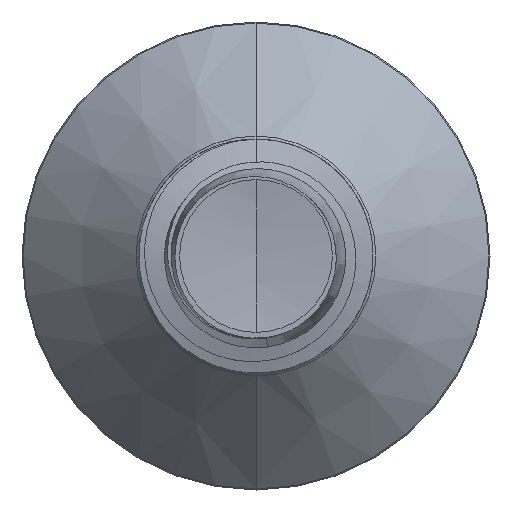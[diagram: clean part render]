
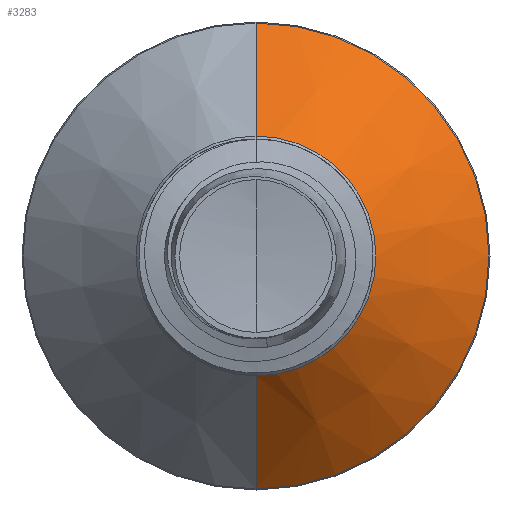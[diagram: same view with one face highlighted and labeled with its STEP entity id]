
A CAD part, front view. The second image highlights one B-rep face of the part: STEP entity #3283.
In plain terms, the highlighted conical face has half-angle 45 degrees and reference radius 2.563 mm.
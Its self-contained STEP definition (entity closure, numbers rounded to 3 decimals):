
#64 = VERTEX_POINT ( 'NONE', #10429 ) ;
#670 = DIRECTION ( 'NONE',  ( 0., 0., 1. ) ) ;
#995 = CARTESIAN_POINT ( 'NONE',  ( 0., 6.813, -2.563 ) ) ;
#1294 = CONICAL_SURFACE ( 'NONE', #8151, 2.563, 0.785 ) ;
#2611 = EDGE_CURVE ( 'NONE', #13593, #14812, #5429, .T. ) ;
#2818 = VECTOR ( 'NONE', #8139, 1000. ) ;
#2966 = EDGE_CURVE ( 'NONE', #64, #13593, #5793, .T. ) ;
#3012 = LINE ( 'NONE', #995, #2818 ) ;
#3283 = ADVANCED_FACE ( 'NONE', ( #5704 ), #1294, .T. ) ;
#4065 = EDGE_CURVE ( 'NONE', #64, #13970, #16689, .T. ) ;
#4649 = EDGE_CURVE ( 'NONE', #13970, #14812, #3012, .T. ) ;
#4801 = ORIENTED_EDGE ( 'NONE', *, *, #4649, .T. ) ;
#5198 = ORIENTED_EDGE ( 'NONE', *, *, #4065, .T. ) ;
#5429 = CIRCLE ( 'NONE', #12155, 4.978 ) ;
#5704 = FACE_OUTER_BOUND ( 'NONE', #9092, .T. ) ;
#5793 = LINE ( 'NONE', #6254, #6079 ) ;
#5940 = CARTESIAN_POINT ( 'NONE',  ( 0., 9.228, 0. ) ) ;
#6079 = VECTOR ( 'NONE', #7650, 1000. ) ;
#6254 = CARTESIAN_POINT ( 'NONE',  ( 0., 6.813, 2.563 ) ) ;
#7347 = DIRECTION ( 'NONE',  ( 0., 0., 1. ) ) ;
#7650 = DIRECTION ( 'NONE',  ( 0., 0.707, 0.707 ) ) ;
#7668 = CARTESIAN_POINT ( 'NONE',  ( 0., 6.813, 0. ) ) ;
#8139 = DIRECTION ( 'NONE',  ( 0., 0.707, -0.707 ) ) ;
#8151 = AXIS2_PLACEMENT_3D ( 'NONE', #14682, #9206, #670 ) ;
#8908 = CARTESIAN_POINT ( 'NONE',  ( 0., 9.228, -4.978 ) ) ;
#9050 = DIRECTION ( 'NONE',  ( 0., 0., 1. ) ) ;
#9081 = CARTESIAN_POINT ( 'NONE',  ( 0., 9.228, 4.978 ) ) ;
#9092 = EDGE_LOOP ( 'NONE', ( #5198, #4801, #11254, #12183 ) ) ;
#9206 = DIRECTION ( 'NONE',  ( 0., 1., 0. ) ) ;
#10234 = CARTESIAN_POINT ( 'NONE',  ( 0., 6.813, -2.563 ) ) ;
#10429 = CARTESIAN_POINT ( 'NONE',  ( 0., 6.813, 2.563 ) ) ;
#11254 = ORIENTED_EDGE ( 'NONE', *, *, #2611, .F. ) ;
#12155 = AXIS2_PLACEMENT_3D ( 'NONE', #5940, #15581, #7347 ) ;
#12183 = ORIENTED_EDGE ( 'NONE', *, *, #2966, .F. ) ;
#13593 = VERTEX_POINT ( 'NONE', #9081 ) ;
#13970 = VERTEX_POINT ( 'NONE', #10234 ) ;
#14259 = AXIS2_PLACEMENT_3D ( 'NONE', #7668, #17262, #9050 ) ;
#14682 = CARTESIAN_POINT ( 'NONE',  ( 0., 6.813, 0. ) ) ;
#14812 = VERTEX_POINT ( 'NONE', #8908 ) ;
#15581 = DIRECTION ( 'NONE',  ( 0., 1., 0. ) ) ;
#16689 = CIRCLE ( 'NONE', #14259, 2.563 ) ;
#17262 = DIRECTION ( 'NONE',  ( 0., 1., 0. ) ) ;
